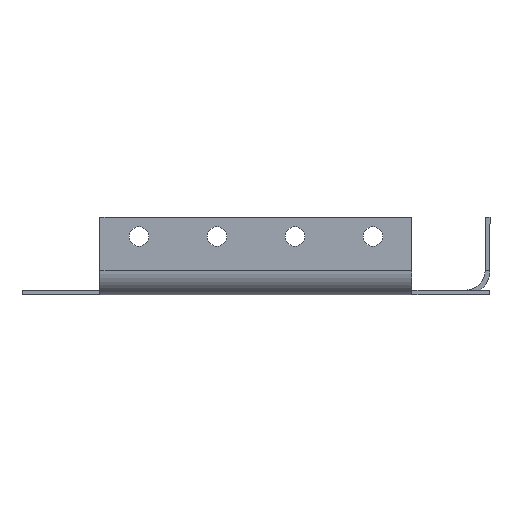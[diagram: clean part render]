
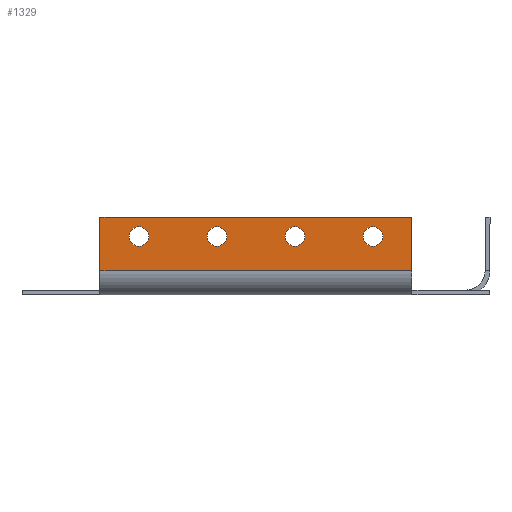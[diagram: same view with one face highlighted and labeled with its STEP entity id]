
A CAD part, left-side view. The second image highlights one B-rep face of the part: STEP entity #1329.
In plain terms, the highlighted planar face has unit normal (-1, 0, 0).
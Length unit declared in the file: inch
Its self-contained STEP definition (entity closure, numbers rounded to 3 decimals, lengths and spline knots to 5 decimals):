
#11 = CIRCLE ( 'NONE', #562, 0.125 ) ;
#23 = AXIS2_PLACEMENT_3D ( 'NONE', #1879, #418, #286 ) ;
#41 = DIRECTION ( 'NONE',  ( -1., 0., 0. ) ) ;
#114 = CARTESIAN_POINT ( 'NONE',  ( -0.001, -0.29599, 1. ) ) ;
#123 = EDGE_CURVE ( 'NONE', #1765, #278, #1645, .T. ) ;
#137 = CIRCLE ( 'NONE', #23, 0.125 ) ;
#145 = EDGE_CURVE ( 'NONE', #1695, #1040, #1381, .T. ) ;
#155 = AXIS2_PLACEMENT_3D ( 'NONE', #1782, #1797, #183 ) ;
#172 = ORIENTED_EDGE ( 'NONE', *, *, #1176, .F. ) ;
#174 = ORIENTED_EDGE ( 'NONE', *, *, #145, .F. ) ;
#175 = DIRECTION ( 'NONE',  ( 0., 0., 1. ) ) ;
#183 = DIRECTION ( 'NONE',  ( 0., 0., 1. ) ) ;
#203 = EDGE_CURVE ( 'NONE', #1311, #258, #1809, .T. ) ;
#225 = LINE ( 'NONE', #114, #1350 ) ;
#238 = EDGE_LOOP ( 'NONE', ( #172, #561 ) ) ;
#258 = VERTEX_POINT ( 'NONE', #1338 ) ;
#259 = EDGE_LOOP ( 'NONE', ( #1651, #1172 ) ) ;
#278 = VERTEX_POINT ( 'NONE', #447 ) ;
#286 = DIRECTION ( 'NONE',  ( 0., 0., 1. ) ) ;
#310 = EDGE_LOOP ( 'NONE', ( #672, #1341 ) ) ;
#338 = CARTESIAN_POINT ( 'NONE',  ( -0.001, -0.29599, 0.0625 ) ) ;
#371 = CARTESIAN_POINT ( 'NONE',  ( -0.001, 1.20401, 0.75 ) ) ;
#402 = EDGE_CURVE ( 'NONE', #813, #1603, #1538, .T. ) ;
#418 = DIRECTION ( 'NONE',  ( -1., 0., 0. ) ) ;
#421 = CARTESIAN_POINT ( 'NONE',  ( -0.001, 3.20401, 0.75 ) ) ;
#426 = VERTEX_POINT ( 'NONE', #1212 ) ;
#436 = LINE ( 'NONE', #1823, #1284 ) ;
#447 = CARTESIAN_POINT ( 'NONE',  ( -0.001, 3.20401, 0.625 ) ) ;
#454 = DIRECTION ( 'NONE',  ( -1., 0., 0. ) ) ;
#459 = CIRCLE ( 'NONE', #1003, 0.125 ) ;
#481 = DIRECTION ( 'NONE',  ( 0., 0., -1. ) ) ;
#489 = EDGE_LOOP ( 'NONE', ( #581, #1360 ) ) ;
#498 = EDGE_CURVE ( 'NONE', #1695, #1766, #436, .T. ) ;
#542 = CARTESIAN_POINT ( 'NONE',  ( -0.001, -0.29599, 0.3125 ) ) ;
#553 = CARTESIAN_POINT ( 'NONE',  ( -0.001, 3.70401, 1. ) ) ;
#561 = ORIENTED_EDGE ( 'NONE', *, *, #123, .F. ) ;
#562 = AXIS2_PLACEMENT_3D ( 'NONE', #1255, #972, #1671 ) ;
#581 = ORIENTED_EDGE ( 'NONE', *, *, #742, .F. ) ;
#614 = PLANE ( 'NONE',  #1485 ) ;
#638 = FACE_OUTER_BOUND ( 'NONE', #1786, .T. ) ;
#672 = ORIENTED_EDGE ( 'NONE', *, *, #1285, .F. ) ;
#686 = FACE_BOUND ( 'NONE', #489, .T. ) ;
#742 = EDGE_CURVE ( 'NONE', #258, #1311, #1217, .T. ) ;
#801 = DIRECTION ( 'NONE',  ( 0., -1., 0. ) ) ;
#802 = CARTESIAN_POINT ( 'NONE',  ( -0.001, 0.20401, 0.875 ) ) ;
#813 = VERTEX_POINT ( 'NONE', #1796 ) ;
#906 = DIRECTION ( 'NONE',  ( 0., 0., 1. ) ) ;
#910 = VERTEX_POINT ( 'NONE', #1642 ) ;
#919 = EDGE_CURVE ( 'NONE', #426, #910, #459, .T. ) ;
#972 = DIRECTION ( 'NONE',  ( -1., 0., 0. ) ) ;
#988 = VECTOR ( 'NONE', #1737, 39.37008 ) ;
#1003 = AXIS2_PLACEMENT_3D ( 'NONE', #371, #1086, #1394 ) ;
#1024 = DIRECTION ( 'NONE',  ( -1., 0., 0. ) ) ;
#1026 = FACE_BOUND ( 'NONE', #259, .T. ) ;
#1030 = VECTOR ( 'NONE', #481, 39.37008 ) ;
#1040 = VERTEX_POINT ( 'NONE', #1429 ) ;
#1067 = AXIS2_PLACEMENT_3D ( 'NONE', #1619, #1024, #1460 ) ;
#1073 = FACE_BOUND ( 'NONE', #310, .T. ) ;
#1086 = DIRECTION ( 'NONE',  ( -1., 0., 0. ) ) ;
#1127 = CARTESIAN_POINT ( 'NONE',  ( -0.001, 3.20401, 0.875 ) ) ;
#1130 = ORIENTED_EDGE ( 'NONE', *, *, #498, .T. ) ;
#1136 = VERTEX_POINT ( 'NONE', #1860 ) ;
#1150 = CARTESIAN_POINT ( 'NONE',  ( -0.001, 2.20401, 0.875 ) ) ;
#1163 = EDGE_CURVE ( 'NONE', #1040, #1136, #225, .T. ) ;
#1172 = ORIENTED_EDGE ( 'NONE', *, *, #1685, .F. ) ;
#1176 = EDGE_CURVE ( 'NONE', #278, #1765, #137, .T. ) ;
#1212 = CARTESIAN_POINT ( 'NONE',  ( -0.001, 1.20401, 0.875 ) ) ;
#1217 = CIRCLE ( 'NONE', #1067, 0.125 ) ;
#1252 = ORIENTED_EDGE ( 'NONE', *, *, #1455, .F. ) ;
#1255 = CARTESIAN_POINT ( 'NONE',  ( -0.001, 0.20401, 0.75 ) ) ;
#1284 = VECTOR ( 'NONE', #801, 39.37008 ) ;
#1285 = EDGE_CURVE ( 'NONE', #910, #426, #1511, .T. ) ;
#1290 = DIRECTION ( 'NONE',  ( 0., -1., 0. ) ) ;
#1311 = VERTEX_POINT ( 'NONE', #1150 ) ;
#1329 = ADVANCED_FACE ( 'NONE', ( #1026, #1073, #686, #1800, #638 ), #614, .T. ) ;
#1338 = CARTESIAN_POINT ( 'NONE',  ( -0.001, 2.20401, 0.625 ) ) ;
#1341 = ORIENTED_EDGE ( 'NONE', *, *, #919, .F. ) ;
#1350 = VECTOR ( 'NONE', #1290, 39.37008 ) ;
#1360 = ORIENTED_EDGE ( 'NONE', *, *, #203, .F. ) ;
#1362 = AXIS2_PLACEMENT_3D ( 'NONE', #421, #1587, #1427 ) ;
#1381 = LINE ( 'NONE', #553, #988 ) ;
#1394 = DIRECTION ( 'NONE',  ( 0., 0., 1. ) ) ;
#1396 = CARTESIAN_POINT ( 'NONE',  ( -0.001, 3.70401, 0.3125 ) ) ;
#1427 = DIRECTION ( 'NONE',  ( 0., 0., 1. ) ) ;
#1429 = CARTESIAN_POINT ( 'NONE',  ( -0.001, 3.70401, 1. ) ) ;
#1455 = EDGE_CURVE ( 'NONE', #1136, #1766, #1623, .T. ) ;
#1460 = DIRECTION ( 'NONE',  ( 0., 0., 1. ) ) ;
#1462 = DIRECTION ( 'NONE',  ( -1., 0., 0. ) ) ;
#1485 = AXIS2_PLACEMENT_3D ( 'NONE', #1750, #41, #906 ) ;
#1511 = CIRCLE ( 'NONE', #1524, 0.125 ) ;
#1524 = AXIS2_PLACEMENT_3D ( 'NONE', #1773, #454, #175 ) ;
#1538 = CIRCLE ( 'NONE', #155, 0.125 ) ;
#1587 = DIRECTION ( 'NONE',  ( -1., 0., 0. ) ) ;
#1603 = VERTEX_POINT ( 'NONE', #802 ) ;
#1608 = DIRECTION ( 'NONE',  ( 0., 0., 1. ) ) ;
#1619 = CARTESIAN_POINT ( 'NONE',  ( -0.001, 2.20401, 0.75 ) ) ;
#1623 = LINE ( 'NONE', #338, #1030 ) ;
#1642 = CARTESIAN_POINT ( 'NONE',  ( -0.001, 1.20401, 0.625 ) ) ;
#1645 = CIRCLE ( 'NONE', #1362, 0.125 ) ;
#1651 = ORIENTED_EDGE ( 'NONE', *, *, #402, .F. ) ;
#1671 = DIRECTION ( 'NONE',  ( 0., 0., 1. ) ) ;
#1685 = EDGE_CURVE ( 'NONE', #1603, #813, #11, .T. ) ;
#1695 = VERTEX_POINT ( 'NONE', #1396 ) ;
#1697 = ORIENTED_EDGE ( 'NONE', *, *, #1163, .F. ) ;
#1737 = DIRECTION ( 'NONE',  ( 0., 0., 1. ) ) ;
#1745 = AXIS2_PLACEMENT_3D ( 'NONE', #1749, #1462, #1608 ) ;
#1749 = CARTESIAN_POINT ( 'NONE',  ( -0.001, 2.20401, 0.75 ) ) ;
#1750 = CARTESIAN_POINT ( 'NONE',  ( -0.001, 0., 0. ) ) ;
#1765 = VERTEX_POINT ( 'NONE', #1127 ) ;
#1766 = VERTEX_POINT ( 'NONE', #542 ) ;
#1773 = CARTESIAN_POINT ( 'NONE',  ( -0.001, 1.20401, 0.75 ) ) ;
#1782 = CARTESIAN_POINT ( 'NONE',  ( -0.001, 0.20401, 0.75 ) ) ;
#1786 = EDGE_LOOP ( 'NONE', ( #174, #1130, #1252, #1697 ) ) ;
#1796 = CARTESIAN_POINT ( 'NONE',  ( -0.001, 0.20401, 0.625 ) ) ;
#1797 = DIRECTION ( 'NONE',  ( -1., 0., 0. ) ) ;
#1800 = FACE_BOUND ( 'NONE', #238, .T. ) ;
#1809 = CIRCLE ( 'NONE', #1745, 0.125 ) ;
#1823 = CARTESIAN_POINT ( 'NONE',  ( -0.001, 0., 0.3125 ) ) ;
#1860 = CARTESIAN_POINT ( 'NONE',  ( -0.001, -0.29599, 1. ) ) ;
#1879 = CARTESIAN_POINT ( 'NONE',  ( -0.001, 3.20401, 0.75 ) ) ;
